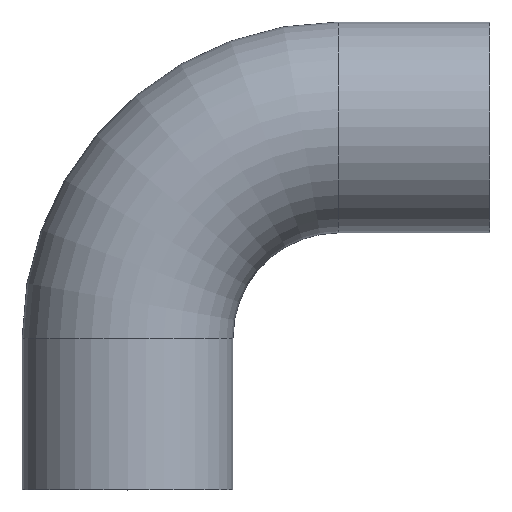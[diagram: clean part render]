
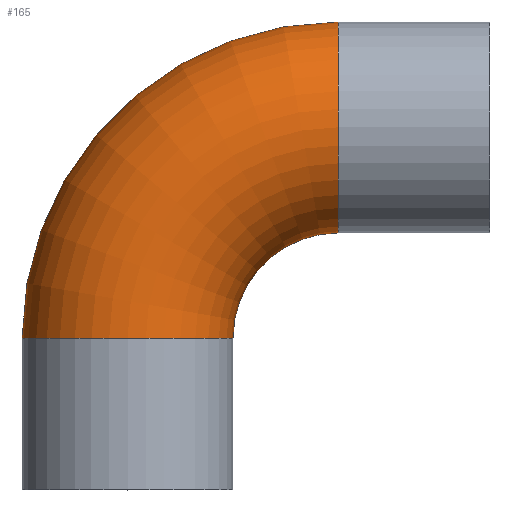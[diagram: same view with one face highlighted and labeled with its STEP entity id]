
A CAD part, top view. The second image highlights one B-rep face of the part: STEP entity #165.
In plain terms, the highlighted toroidal (fillet/blend) face has major radius 110 mm and minor radius 55 mm.
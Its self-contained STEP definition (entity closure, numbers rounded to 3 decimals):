
#91 = EDGE_CURVE( '', #109, #197, #226, .T. );
#109 = VERTEX_POINT( '', #247 );
#113 = EDGE_CURVE( '', #119, #185, #251, .T. );
#119 = VERTEX_POINT( '', #258 );
#133 = EDGE_CURVE( '', #119, #109, #273, .T. );
#165 = ADVANCED_FACE( '', ( #308 ), #309, .T. );
#167 = EDGE_CURVE( '', #197, #185, #311, .T. );
#185 = VERTEX_POINT( '', #332 );
#197 = VERTEX_POINT( '', #345 );
#226 = CIRCLE( '', #368, 55. );
#247 = CARTESIAN_POINT( '', ( -55., 79., 0. ) );
#251 = CIRCLE( '', #398, 55. );
#258 = CARTESIAN_POINT( '', ( 110., 244., 0. ) );
#273 = CIRCLE( '', #428, 165. );
#308 = FACE_OUTER_BOUND( '', #474, .T. );
#309 = TOROIDAL_SURFACE( '', #475, 110., 55. );
#311 = CIRCLE( '', #478, 55. );
#332 = CARTESIAN_POINT( '', ( 110., 134., 0. ) );
#345 = CARTESIAN_POINT( '', ( 55., 79., 0. ) );
#368 = AXIS2_PLACEMENT_3D( '', #537, #538, #539 );
#398 = AXIS2_PLACEMENT_3D( '', #571, #572, #573 );
#428 = AXIS2_PLACEMENT_3D( '', #596, #597, #598 );
#474 = EDGE_LOOP( '', ( #638, #639, #640, #641 ) );
#475 = AXIS2_PLACEMENT_3D( '', #642, #643, #644 );
#478 = AXIS2_PLACEMENT_3D( '', #645, #646, #647 );
#537 = CARTESIAN_POINT( '', ( 0., 79., 0. ) );
#538 = DIRECTION( '', ( 0., 1., 0. ) );
#539 = DIRECTION( '', ( 1., 0., 0. ) );
#571 = CARTESIAN_POINT( '', ( 110., 189., 0. ) );
#572 = DIRECTION( '', ( 1., 0., 0. ) );
#573 = DIRECTION( '', ( 0., -1., 0. ) );
#596 = CARTESIAN_POINT( '', ( 110., 79., 0. ) );
#597 = DIRECTION( '', ( 0., 0., 1. ) );
#598 = DIRECTION( '', ( 1., 0., 0. ) );
#638 = ORIENTED_EDGE( '', *, *, #133, .T. );
#639 = ORIENTED_EDGE( '', *, *, #91, .T. );
#640 = ORIENTED_EDGE( '', *, *, #167, .T. );
#641 = ORIENTED_EDGE( '', *, *, #113, .F. );
#642 = CARTESIAN_POINT( '', ( 110., 79., 0. ) );
#643 = DIRECTION( '', ( 0., 0., 1. ) );
#644 = DIRECTION( '', ( 1., 0., 0. ) );
#645 = CARTESIAN_POINT( '', ( 110., 79., 0. ) );
#646 = DIRECTION( '', ( 0., 0., -1. ) );
#647 = DIRECTION( '', ( 1., 0., 0. ) );
